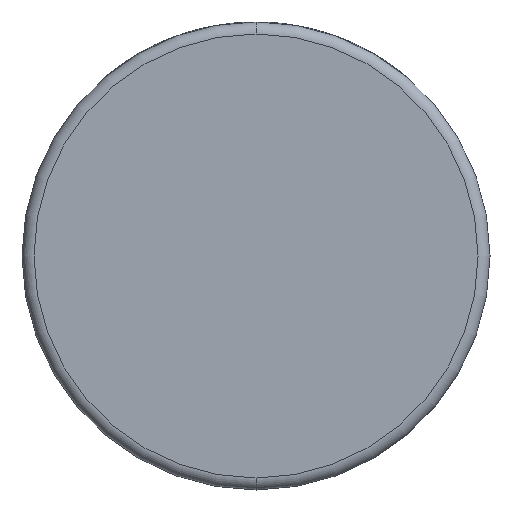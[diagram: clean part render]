
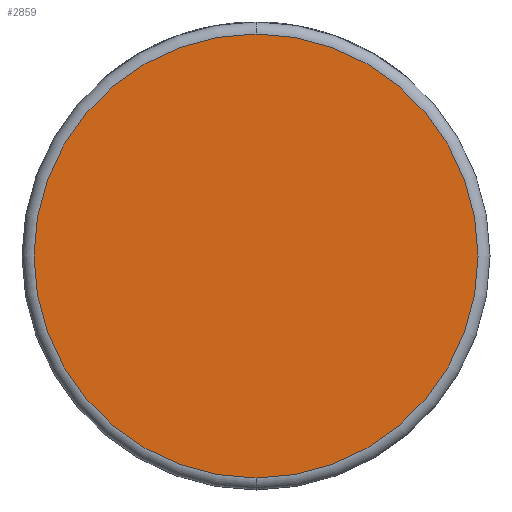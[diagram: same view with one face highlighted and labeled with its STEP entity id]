
A CAD part, front view. The second image highlights one B-rep face of the part: STEP entity #2859.
In plain terms, the highlighted planar face has unit normal (0, -1, 0).
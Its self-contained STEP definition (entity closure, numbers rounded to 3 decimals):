
#163 = CIRCLE ( 'NONE', #4677, 37. ) ;
#221 = DIRECTION ( 'NONE',  ( 0., 0., 1. ) ) ;
#289 = PLANE ( 'NONE',  #2583 ) ;
#383 = DIRECTION ( 'NONE',  ( 0., 0., 1. ) ) ;
#689 = EDGE_CURVE ( 'NONE', #2152, #913, #2932, .T. ) ;
#740 = CARTESIAN_POINT ( 'NONE',  ( 0., 0., -37. ) ) ;
#913 = VERTEX_POINT ( 'NONE', #1251 ) ;
#1251 = CARTESIAN_POINT ( 'NONE',  ( 0., 0., 37. ) ) ;
#1284 = FACE_OUTER_BOUND ( 'NONE', #3887, .T. ) ;
#1400 = CARTESIAN_POINT ( 'NONE',  ( 0., 0., 0. ) ) ;
#1476 = DIRECTION ( 'NONE',  ( 0., -1., 0. ) ) ;
#1796 = DIRECTION ( 'NONE',  ( 0., -1., 0. ) ) ;
#1924 = ORIENTED_EDGE ( 'NONE', *, *, #3524, .T. ) ;
#2152 = VERTEX_POINT ( 'NONE', #740 ) ;
#2583 = AXIS2_PLACEMENT_3D ( 'NONE', #2589, #4559, #3012 ) ;
#2589 = CARTESIAN_POINT ( 'NONE',  ( 0., 0., 0. ) ) ;
#2859 = ADVANCED_FACE ( 'NONE', ( #1284 ), #289, .F. ) ;
#2932 = CIRCLE ( 'NONE', #3424, 37. ) ;
#3012 = DIRECTION ( 'NONE',  ( 0., 0., 1. ) ) ;
#3424 = AXIS2_PLACEMENT_3D ( 'NONE', #5034, #1476, #383 ) ;
#3524 = EDGE_CURVE ( 'NONE', #913, #2152, #163, .T. ) ;
#3887 = EDGE_LOOP ( 'NONE', ( #1924, #4811 ) ) ;
#4559 = DIRECTION ( 'NONE',  ( 0., 1., 0. ) ) ;
#4677 = AXIS2_PLACEMENT_3D ( 'NONE', #1400, #1796, #221 ) ;
#4811 = ORIENTED_EDGE ( 'NONE', *, *, #689, .T. ) ;
#5034 = CARTESIAN_POINT ( 'NONE',  ( 0., 0., 0. ) ) ;
